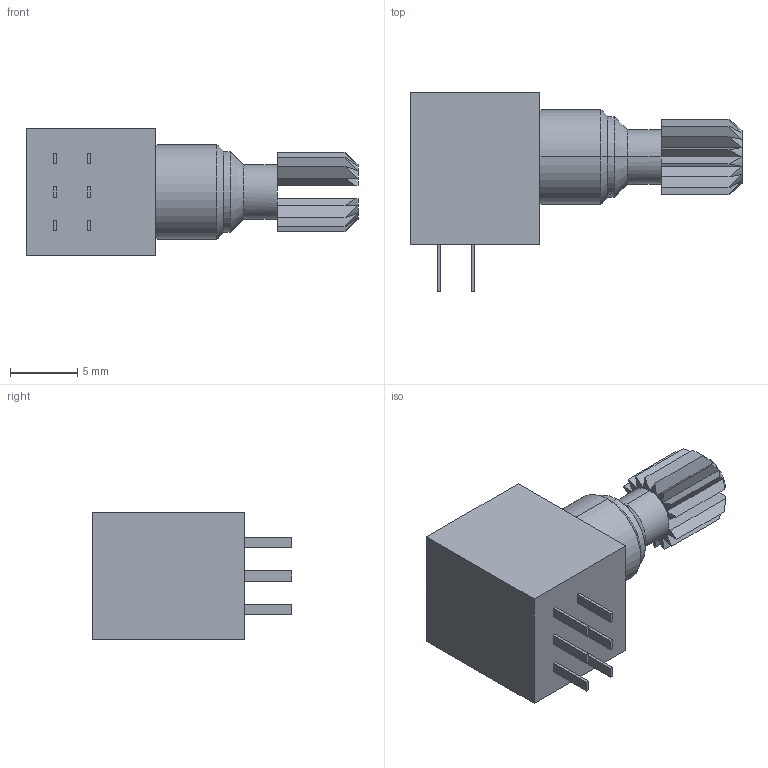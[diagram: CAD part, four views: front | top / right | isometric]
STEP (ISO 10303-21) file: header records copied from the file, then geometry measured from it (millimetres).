
FILE_DESCRIPTION (( 'STEP AP214' ), '1' );
FILE_NAME ('User Library-Bournes Potentiometer PTD90 Series-1.STEP', '2013-08-15T09:23:35', ( 'Windows User' ), ( '' ), 'SwSTEP 2.0', 'SolidWorks 2013', '' );
FILE_SCHEMA (( 'AUTOMOTIVE_DESIGN' ));
Length unit declared in the file: inch
Products named in the file (1): User Library-Bournes Potentiometer PTD90 Series-1
Bounding box: 24.65 x 14.8 x 9.5 mm (x, y, z)
Volume: 1380 mm3; surface area: 1052.7 mm2
Topology: 1 solids, 1 shells, 89 faces, 226 edges, 147 vertices
Faces by surface type: plane 76, cone 7, cylinder 6
Entity records: 2813 total; most frequent: CARTESIAN_POINT 571, ORIENTED_EDGE 452, DIRECTION 391, EDGE_CURVE 226, LINE 169, VECTOR 169, VERTEX_POINT 147, AXIS2_PLACEMENT_3D 111
